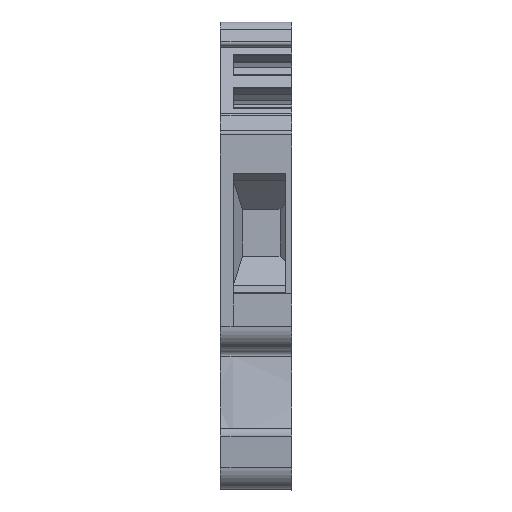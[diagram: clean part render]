
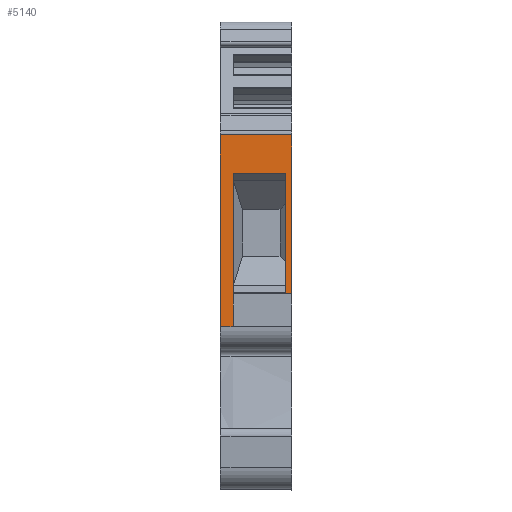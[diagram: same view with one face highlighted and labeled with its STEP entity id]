
A CAD part, front view. The second image highlights one B-rep face of the part: STEP entity #5140.
In plain terms, the highlighted planar face has unit normal (0, -1, 0).
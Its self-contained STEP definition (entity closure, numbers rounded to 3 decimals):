
#5079=AXIS2_PLACEMENT_3D('Plane Axis2P3D',#5076,#5077,#5078) ;
#707=CARTESIAN_POINT('Vertex',(0.,1.977,13.957)) ;
#710=CARTESIAN_POINT('Line Origine',(0.,1.977,22.136)) ;
#714=CARTESIAN_POINT('Vertex',(0.,1.977,30.314)) ;
#1999=CARTESIAN_POINT('Vertex',(6.1,1.977,30.314)) ;
#2002=CARTESIAN_POINT('Line Origine',(6.1,1.977,23.536)) ;
#2006=CARTESIAN_POINT('Vertex',(6.1,1.977,16.757)) ;
#5059=CARTESIAN_POINT('Vertex',(1.1,1.977,13.957)) ;
#5062=CARTESIAN_POINT('Line Origine',(3.05,1.977,13.957)) ;
#5076=CARTESIAN_POINT('Axis2P3D Location',(0.1,1.977,30.314)) ;
#5081=CARTESIAN_POINT('Line Origine',(1.1,1.977,15.357)) ;
#5085=CARTESIAN_POINT('Vertex',(1.1,1.977,16.757)) ;
#5088=CARTESIAN_POINT('Line Origine',(3.6,1.977,16.757)) ;
#5093=CARTESIAN_POINT('Line Origine',(3.05,1.977,30.314)) ;
#5106=CARTESIAN_POINT('Line Origine',(1.1,1.977,21.957)) ;
#5110=CARTESIAN_POINT('Vertex',(1.1,1.977,16.851)) ;
#5112=CARTESIAN_POINT('Vertex',(1.1,1.977,27.063)) ;
#5115=CARTESIAN_POINT('Line Origine',(3.35,1.977,27.063)) ;
#5119=CARTESIAN_POINT('Vertex',(5.6,1.977,27.063)) ;
#5122=CARTESIAN_POINT('Line Origine',(5.6,1.977,21.957)) ;
#5126=CARTESIAN_POINT('Vertex',(5.6,1.977,16.851)) ;
#5129=CARTESIAN_POINT('Line Origine',(3.35,1.977,16.851)) ;
#711=DIRECTION('Vector Direction',(0.,0.,1.)) ;
#2003=DIRECTION('Vector Direction',(0.,0.,-1.)) ;
#5063=DIRECTION('Vector Direction',(-1.,0.,0.)) ;
#5077=DIRECTION('Axis2P3D Direction',(0.,1.,0.)) ;
#5078=DIRECTION('Axis2P3D XDirection',(0.,0.,-1.)) ;
#5082=DIRECTION('Vector Direction',(0.,0.,1.)) ;
#5089=DIRECTION('Vector Direction',(-1.,0.,0.)) ;
#5094=DIRECTION('Vector Direction',(-1.,0.,0.)) ;
#5107=DIRECTION('Vector Direction',(0.,0.,1.)) ;
#5116=DIRECTION('Vector Direction',(-1.,0.,0.)) ;
#5123=DIRECTION('Vector Direction',(0.,0.,-1.)) ;
#5130=DIRECTION('Vector Direction',(-1.,0.,0.)) ;
#712=VECTOR('Line Direction',#711,1.) ;
#2004=VECTOR('Line Direction',#2003,1.) ;
#5064=VECTOR('Line Direction',#5063,1.) ;
#5083=VECTOR('Line Direction',#5082,1.) ;
#5090=VECTOR('Line Direction',#5089,1.) ;
#5095=VECTOR('Line Direction',#5094,1.) ;
#5108=VECTOR('Line Direction',#5107,1.) ;
#5117=VECTOR('Line Direction',#5116,1.) ;
#5124=VECTOR('Line Direction',#5123,1.) ;
#5131=VECTOR('Line Direction',#5130,1.) ;
#5099=ORIENTED_EDGE('',*,*,#5066,.F.) ;
#5100=ORIENTED_EDGE('',*,*,#5087,.F.) ;
#5101=ORIENTED_EDGE('',*,*,#5092,.F.) ;
#5102=ORIENTED_EDGE('',*,*,#2008,.T.) ;
#5103=ORIENTED_EDGE('',*,*,#5097,.T.) ;
#5104=ORIENTED_EDGE('',*,*,#716,.T.) ;
#5135=ORIENTED_EDGE('',*,*,#5114,.T.) ;
#5136=ORIENTED_EDGE('',*,*,#5121,.F.) ;
#5137=ORIENTED_EDGE('',*,*,#5128,.T.) ;
#5138=ORIENTED_EDGE('',*,*,#5133,.T.) ;
#5139=FACE_BOUND('',#5134,.T.) ;
#5140=ADVANCED_FACE('KLTR WTL4',(#5105,#5139),#5080,.F.) ;
#716=EDGE_CURVE('',#715,#708,#713,.F.) ;
#2008=EDGE_CURVE('',#2007,#2000,#2005,.F.) ;
#5066=EDGE_CURVE('',#5060,#708,#5065,.T.) ;
#5087=EDGE_CURVE('',#5086,#5060,#5084,.F.) ;
#5092=EDGE_CURVE('',#2007,#5086,#5091,.T.) ;
#5097=EDGE_CURVE('',#2000,#715,#5096,.T.) ;
#5114=EDGE_CURVE('',#5111,#5113,#5109,.T.) ;
#5121=EDGE_CURVE('',#5120,#5113,#5118,.T.) ;
#5128=EDGE_CURVE('',#5120,#5127,#5125,.T.) ;
#5133=EDGE_CURVE('',#5127,#5111,#5132,.T.) ;
#5098=EDGE_LOOP('',(#5099,#5100,#5101,#5102,#5103,#5104)) ;
#5134=EDGE_LOOP('',(#5135,#5136,#5137,#5138)) ;
#5105=FACE_OUTER_BOUND('',#5098,.T.) ;
#713=LINE('Line',#710,#712) ;
#2005=LINE('Line',#2002,#2004) ;
#5065=LINE('Line',#5062,#5064) ;
#5084=LINE('Line',#5081,#5083) ;
#5091=LINE('Line',#5088,#5090) ;
#5096=LINE('Line',#5093,#5095) ;
#5109=LINE('Line',#5106,#5108) ;
#5118=LINE('Line',#5115,#5117) ;
#5125=LINE('Line',#5122,#5124) ;
#5132=LINE('Line',#5129,#5131) ;
#5080=PLANE('',#5079) ;
#708=VERTEX_POINT('',#707) ;
#715=VERTEX_POINT('',#714) ;
#2000=VERTEX_POINT('',#1999) ;
#2007=VERTEX_POINT('',#2006) ;
#5060=VERTEX_POINT('',#5059) ;
#5086=VERTEX_POINT('',#5085) ;
#5111=VERTEX_POINT('',#5110) ;
#5113=VERTEX_POINT('',#5112) ;
#5120=VERTEX_POINT('',#5119) ;
#5127=VERTEX_POINT('',#5126) ;
